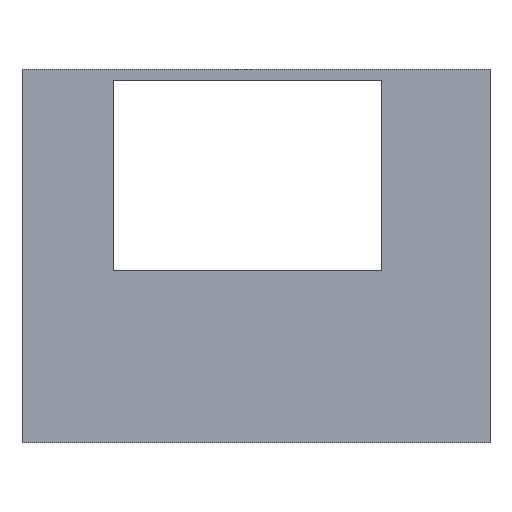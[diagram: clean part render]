
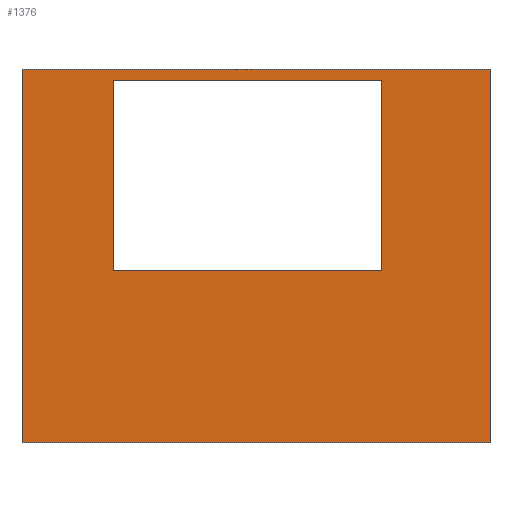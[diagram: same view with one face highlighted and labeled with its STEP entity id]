
A CAD part, top view. The second image highlights one B-rep face of the part: STEP entity #1376.
In plain terms, the highlighted planar face has unit normal (0, 0, 1).
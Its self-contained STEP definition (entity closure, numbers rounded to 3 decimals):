
#4 = VERTEX_POINT ( 'NONE', #733 ) ;
#29 = DIRECTION ( 'NONE',  ( -1., 0., 0. ) ) ;
#47 = CARTESIAN_POINT ( 'NONE',  ( -37.878, 88.95, 107.95 ) ) ;
#64 = CARTESIAN_POINT ( 'NONE',  ( -37.878, 3.86, 107.95 ) ) ;
#82 = AXIS2_PLACEMENT_3D ( 'NONE', #520, #1422, #1907 ) ;
#89 = CARTESIAN_POINT ( 'NONE',  ( -37.878, 3.86, 107.95 ) ) ;
#93 = ORIENTED_EDGE ( 'NONE', *, *, #1019, .T. ) ;
#96 = ORIENTED_EDGE ( 'NONE', *, *, #174, .T. ) ;
#101 = LINE ( 'NONE', #231, #1218 ) ;
#144 = ORIENTED_EDGE ( 'NONE', *, *, #611, .T. ) ;
#174 = EDGE_CURVE ( 'NONE', #303, #493, #1368, .T. ) ;
#208 = CARTESIAN_POINT ( 'NONE',  ( 68.802, 3.86, 107.95 ) ) ;
#231 = CARTESIAN_POINT ( 'NONE',  ( 44.12, 86.41, 107.95 ) ) ;
#237 = LINE ( 'NONE', #519, #1801 ) ;
#244 = ORIENTED_EDGE ( 'NONE', *, *, #742, .T. ) ;
#246 = DIRECTION ( 'NONE',  ( 1., 0., 0. ) ) ;
#250 = EDGE_CURVE ( 'NONE', #1227, #1783, #101, .T. ) ;
#303 = VERTEX_POINT ( 'NONE', #673 ) ;
#395 = CARTESIAN_POINT ( 'NONE',  ( 44.12, 86.41, 107.95 ) ) ;
#414 = VERTEX_POINT ( 'NONE', #1620 ) ;
#417 = CARTESIAN_POINT ( 'NONE',  ( -37.878, 88.95, 107.95 ) ) ;
#477 = LINE ( 'NONE', #1082, #1578 ) ;
#493 = VERTEX_POINT ( 'NONE', #417 ) ;
#519 = CARTESIAN_POINT ( 'NONE',  ( 44.12, 43.048, 107.95 ) ) ;
#520 = CARTESIAN_POINT ( 'NONE',  ( 0., 0., 107.95 ) ) ;
#576 = EDGE_CURVE ( 'NONE', #1783, #4, #477, .T. ) ;
#611 = EDGE_CURVE ( 'NONE', #493, #760, #928, .T. ) ;
#660 = DIRECTION ( 'NONE',  ( 0., -1., 0. ) ) ;
#663 = DIRECTION ( 'NONE',  ( 0., 1., 0. ) ) ;
#673 = CARTESIAN_POINT ( 'NONE',  ( 68.802, 88.95, 107.95 ) ) ;
#686 = CARTESIAN_POINT ( 'NONE',  ( 44.12, 43.048, 107.95 ) ) ;
#717 = VECTOR ( 'NONE', #1266, 1000. ) ;
#733 = CARTESIAN_POINT ( 'NONE',  ( -17.12, 86.41, 107.95 ) ) ;
#742 = EDGE_CURVE ( 'NONE', #760, #1646, #1863, .T. ) ;
#760 = VERTEX_POINT ( 'NONE', #64 ) ;
#837 = VECTOR ( 'NONE', #29, 1000. ) ;
#854 = FACE_BOUND ( 'NONE', #1345, .T. ) ;
#873 = VECTOR ( 'NONE', #1051, 1000. ) ;
#876 = VECTOR ( 'NONE', #660, 1000. ) ;
#895 = EDGE_CURVE ( 'NONE', #4, #414, #1711, .T. ) ;
#928 = LINE ( 'NONE', #1509, #873 ) ;
#1019 = EDGE_CURVE ( 'NONE', #1646, #303, #1833, .T. ) ;
#1051 = DIRECTION ( 'NONE',  ( 0., -1., 0. ) ) ;
#1082 = CARTESIAN_POINT ( 'NONE',  ( 44.12, 86.41, 107.95 ) ) ;
#1090 = CARTESIAN_POINT ( 'NONE',  ( -17.12, 86.41, 107.95 ) ) ;
#1124 = PLANE ( 'NONE',  #82 ) ;
#1143 = FACE_OUTER_BOUND ( 'NONE', #1922, .T. ) ;
#1218 = VECTOR ( 'NONE', #1242, 1000. ) ;
#1222 = DIRECTION ( 'NONE',  ( -1., 0., 0. ) ) ;
#1227 = VERTEX_POINT ( 'NONE', #686 ) ;
#1242 = DIRECTION ( 'NONE',  ( 0., 1., 0. ) ) ;
#1266 = DIRECTION ( 'NONE',  ( 1., 0., 0. ) ) ;
#1345 = EDGE_LOOP ( 'NONE', ( #1758, #1439, #1505, #1348 ) ) ;
#1348 = ORIENTED_EDGE ( 'NONE', *, *, #576, .F. ) ;
#1368 = LINE ( 'NONE', #47, #837 ) ;
#1376 = ADVANCED_FACE ( 'NONE', ( #854, #1143 ), #1124, .T. ) ;
#1422 = DIRECTION ( 'NONE',  ( 0., 0., 1. ) ) ;
#1439 = ORIENTED_EDGE ( 'NONE', *, *, #1799, .F. ) ;
#1505 = ORIENTED_EDGE ( 'NONE', *, *, #895, .F. ) ;
#1509 = CARTESIAN_POINT ( 'NONE',  ( -37.878, 88.95, 107.95 ) ) ;
#1578 = VECTOR ( 'NONE', #1222, 1000. ) ;
#1620 = CARTESIAN_POINT ( 'NONE',  ( -17.12, 43.048, 107.95 ) ) ;
#1637 = VECTOR ( 'NONE', #663, 1000. ) ;
#1646 = VERTEX_POINT ( 'NONE', #208 ) ;
#1687 = CARTESIAN_POINT ( 'NONE',  ( 68.802, 88.95, 107.95 ) ) ;
#1711 = LINE ( 'NONE', #1090, #876 ) ;
#1758 = ORIENTED_EDGE ( 'NONE', *, *, #250, .F. ) ;
#1783 = VERTEX_POINT ( 'NONE', #395 ) ;
#1799 = EDGE_CURVE ( 'NONE', #414, #1227, #237, .T. ) ;
#1801 = VECTOR ( 'NONE', #246, 1000. ) ;
#1833 = LINE ( 'NONE', #1687, #1637 ) ;
#1863 = LINE ( 'NONE', #89, #717 ) ;
#1907 = DIRECTION ( 'NONE',  ( 1., 0., 0. ) ) ;
#1922 = EDGE_LOOP ( 'NONE', ( #144, #244, #93, #96 ) ) ;
